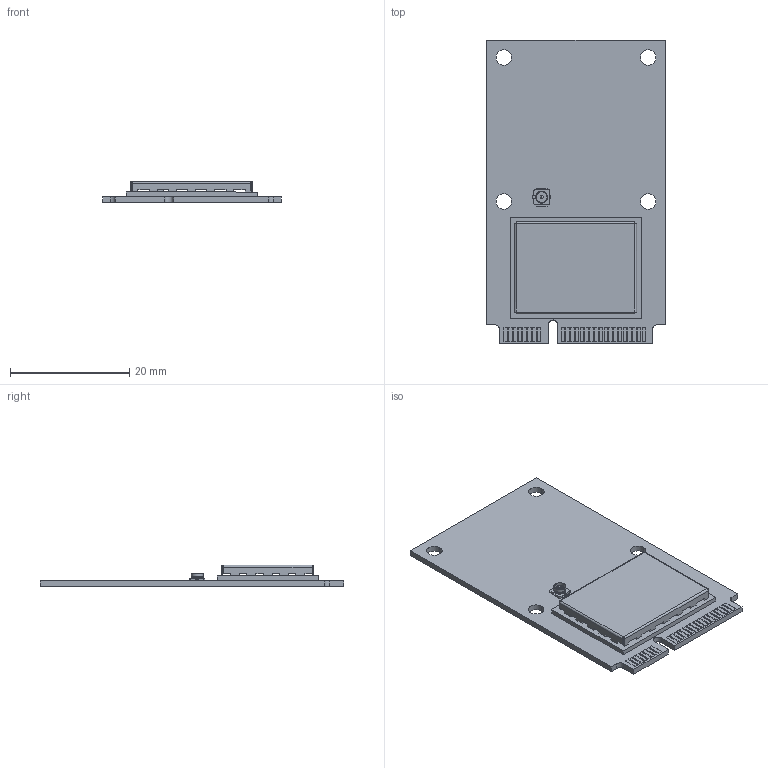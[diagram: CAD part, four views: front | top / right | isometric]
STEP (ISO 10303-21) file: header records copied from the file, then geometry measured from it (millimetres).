
FILE_DESCRIPTION (( 'STEP AP214' ), '1' );
FILE_NAME ('simpleRTK2B-mPCIe-fullsize.STEP', '2022-08-30T17:45:17', ( '' ), ( '' ), 'SwSTEP 2.0', 'SolidWorks 2020', '' );
FILE_SCHEMA (( 'AUTOMOTIVE_DESIGN' ));
Length unit declared in the file: millimetre
Products named in the file (4): PCB; ZED-F9P-00B-02--3DModel-STEP-56544.step; simpleRTK2B-mPCIe-fullsize; CONUFL001-SMD-T--3DModel-STEP-269445.step
Assembly tree (3 placements, depth 2):
  simpleRTK2B-mPCIe-fullsize
    PCB
    CONUFL001-SMD-T--3DModel-STEP-269445.step
    ZED-F9P-00B-02--3DModel-STEP-56544.step
Bounding box: 30 x 50.95 x 3.6 mm (x, y, z)
Volume: 1873 mm3; surface area: 5419.6 mm2
Topology: 137 solids, 137 shells, 1548 faces, 3469 edges, 2294 vertices
Faces by surface type: plane 1485, cylinder 47, bspline 10, cone 6
Entity records: 43684 total; most frequent: CARTESIAN_POINT 7607, ORIENTED_EDGE 6930, DIRECTION 6622, EDGE_CURVE 3465, VECTOR 3364, LINE 3364, VERTEX_POINT 2294, EDGE_LOOP 1663
